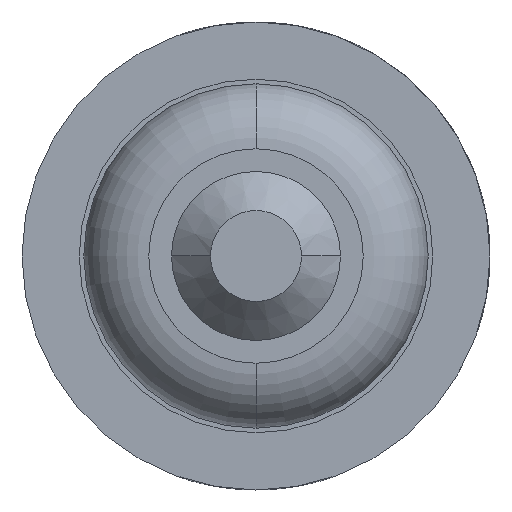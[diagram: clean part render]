
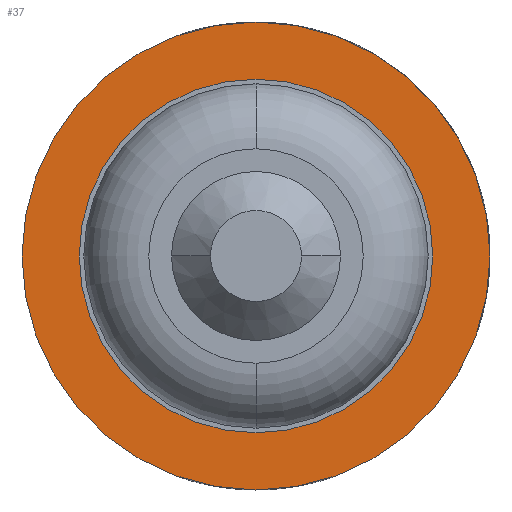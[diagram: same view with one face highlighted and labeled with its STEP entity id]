
A CAD part, front view. The second image highlights one B-rep face of the part: STEP entity #37.
In plain terms, the highlighted planar face has unit normal (0, -1, 0).
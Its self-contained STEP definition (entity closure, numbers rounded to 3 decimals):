
#22 = DIRECTION ( 'NONE',  ( 0., 0., 1. ) ) ;
#37 = ADVANCED_FACE ( 'NONE', ( #603, #3257 ), #3703, .T. ) ;
#107 = AXIS2_PLACEMENT_3D ( 'NONE', #3322, #2221, #3761 ) ;
#278 = EDGE_CURVE ( 'NONE', #1563, #604, #4900, .T. ) ;
#285 = CARTESIAN_POINT ( 'NONE',  ( 0., -7., 0. ) ) ;
#341 = CARTESIAN_POINT ( 'NONE',  ( 0., -7., 0. ) ) ;
#436 = ORIENTED_EDGE ( 'NONE', *, *, #278, .F. ) ;
#465 = EDGE_CURVE ( 'NONE', #2555, #4920, #3517, .T. ) ;
#603 = FACE_BOUND ( 'NONE', #4499, .T. ) ;
#604 = VERTEX_POINT ( 'NONE', #1939 ) ;
#648 = DIRECTION ( 'NONE',  ( 0., -1., 0. ) ) ;
#865 = EDGE_CURVE ( 'NONE', #4920, #2555, #3305, .T. ) ;
#1563 = VERTEX_POINT ( 'NONE', #4675 ) ;
#1832 = CARTESIAN_POINT ( 'NONE',  ( -1.8, -7., 0. ) ) ;
#1939 = CARTESIAN_POINT ( 'NONE',  ( 0., -7., -1.8 ) ) ;
#2221 = DIRECTION ( 'NONE',  ( 0., 1., 0. ) ) ;
#2245 = DIRECTION ( 'NONE',  ( 0., 1., 0. ) ) ;
#2353 = CARTESIAN_POINT ( 'NONE',  ( 0., -7., 1.325 ) ) ;
#2392 = CARTESIAN_POINT ( 'NONE',  ( 0., -7., 0. ) ) ;
#2417 = DIRECTION ( 'NONE',  ( 0., 1., 0. ) ) ;
#2513 = EDGE_CURVE ( 'NONE', #604, #1563, #4887, .T. ) ;
#2555 = VERTEX_POINT ( 'NONE', #4998 ) ;
#2561 = DIRECTION ( 'NONE',  ( 0., 0., -1. ) ) ;
#2691 = ORIENTED_EDGE ( 'NONE', *, *, #2513, .F. ) ;
#3004 = AXIS2_PLACEMENT_3D ( 'NONE', #1832, #648, #2561 ) ;
#3050 = DIRECTION ( 'NONE',  ( 0., 0., 1. ) ) ;
#3257 = FACE_OUTER_BOUND ( 'NONE', #4155, .T. ) ;
#3285 = AXIS2_PLACEMENT_3D ( 'NONE', #341, #2245, #3050 ) ;
#3305 = CIRCLE ( 'NONE', #4395, 1.325 ) ;
#3322 = CARTESIAN_POINT ( 'NONE',  ( 0., -7., 0. ) ) ;
#3391 = DIRECTION ( 'NONE',  ( 0., 1., 0. ) ) ;
#3517 = CIRCLE ( 'NONE', #107, 1.325 ) ;
#3533 = AXIS2_PLACEMENT_3D ( 'NONE', #2392, #2417, #22 ) ;
#3667 = ORIENTED_EDGE ( 'NONE', *, *, #865, .T. ) ;
#3687 = ORIENTED_EDGE ( 'NONE', *, *, #465, .T. ) ;
#3703 = PLANE ( 'NONE',  #3004 ) ;
#3761 = DIRECTION ( 'NONE',  ( 0., 0., 1. ) ) ;
#4155 = EDGE_LOOP ( 'NONE', ( #436, #2691 ) ) ;
#4395 = AXIS2_PLACEMENT_3D ( 'NONE', #285, #3391, #4519 ) ;
#4499 = EDGE_LOOP ( 'NONE', ( #3667, #3687 ) ) ;
#4519 = DIRECTION ( 'NONE',  ( 0., 0., 1. ) ) ;
#4675 = CARTESIAN_POINT ( 'NONE',  ( 0., -7., 1.8 ) ) ;
#4887 = CIRCLE ( 'NONE', #3285, 1.8 ) ;
#4900 = CIRCLE ( 'NONE', #3533, 1.8 ) ;
#4920 = VERTEX_POINT ( 'NONE', #2353 ) ;
#4998 = CARTESIAN_POINT ( 'NONE',  ( 0., -7., -1.325 ) ) ;
